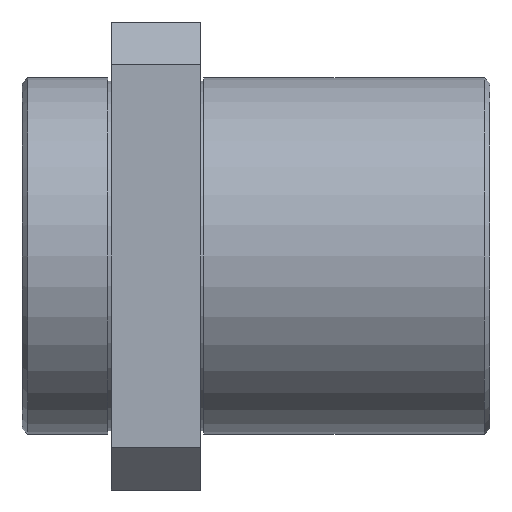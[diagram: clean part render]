
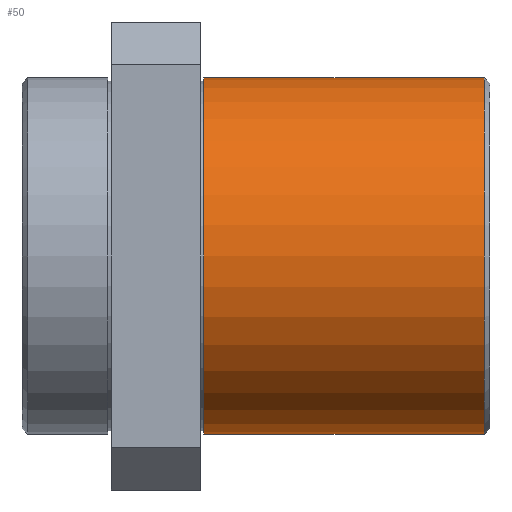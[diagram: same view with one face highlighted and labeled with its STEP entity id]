
A CAD part, front view. The second image highlights one B-rep face of the part: STEP entity #50.
In plain terms, the highlighted cylindrical face has radius 16 mm (diameter 32 mm), a partial arc.
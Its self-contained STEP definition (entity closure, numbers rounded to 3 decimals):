
#50 = ADVANCED_FACE ( 'NONE', ( #781 ), #778, .T. ) ;
#75 = VECTOR ( 'NONE', #1081, 1000. ) ;
#89 = VECTOR ( 'NONE', #1078, 1000. ) ;
#90 = LINE ( 'NONE', #1079, #89 ) ;
#152 = EDGE_CURVE ( 'NONE', #1578, #1540, #724, .T. ) ;
#153 = EDGE_CURVE ( 'NONE', #1560, #1494, #90, .T. ) ;
#222 = AXIS2_PLACEMENT_3D ( 'NONE', #704, #699, #697 ) ;
#280 = EDGE_CURVE ( 'NONE', #1494, #1540, #557, .T. ) ;
#283 = EDGE_CURVE ( 'NONE', #1560, #1578, #1075, .T. ) ;
#432 = EDGE_LOOP ( 'NONE', ( #972, #894, #978, #863 ) ) ;
#526 = AXIS2_PLACEMENT_3D ( 'NONE', #1336, #1343, #1344 ) ;
#529 = AXIS2_PLACEMENT_3D ( 'NONE', #1327, #1334, #1335 ) ;
#557 = CIRCLE ( 'NONE', #529, 16. ) ;
#697 = DIRECTION ( 'NONE',  ( 0., 0., -1. ) ) ;
#699 = DIRECTION ( 'NONE',  ( 1., 0., 0. ) ) ;
#704 = CARTESIAN_POINT ( 'NONE',  ( -8., 0., 0. ) ) ;
#724 = LINE ( 'NONE', #1082, #75 ) ;
#778 = CYLINDRICAL_SURFACE ( 'NONE', #222, 16. ) ;
#781 = FACE_OUTER_BOUND ( 'NONE', #432, .T. ) ;
#863 = ORIENTED_EDGE ( 'NONE', *, *, #280, .T. ) ;
#894 = ORIENTED_EDGE ( 'NONE', *, *, #283, .F. ) ;
#972 = ORIENTED_EDGE ( 'NONE', *, *, #152, .F. ) ;
#978 = ORIENTED_EDGE ( 'NONE', *, *, #153, .T. ) ;
#1075 = CIRCLE ( 'NONE', #526, 16. ) ;
#1078 = DIRECTION ( 'NONE',  ( 1., 0., 0. ) ) ;
#1079 = CARTESIAN_POINT ( 'NONE',  ( -8., 0., -16. ) ) ;
#1081 = DIRECTION ( 'NONE',  ( 1., 0., 0. ) ) ;
#1082 = CARTESIAN_POINT ( 'NONE',  ( -8., 0., 16. ) ) ;
#1327 = CARTESIAN_POINT ( 'NONE',  ( 33.5, 0., 0. ) ) ;
#1334 = DIRECTION ( 'NONE',  ( -1., 0., 0. ) ) ;
#1335 = DIRECTION ( 'NONE',  ( 0., 0., -1. ) ) ;
#1336 = CARTESIAN_POINT ( 'NONE',  ( 8.3, 0., 0. ) ) ;
#1343 = DIRECTION ( 'NONE',  ( -1., 0., 0. ) ) ;
#1344 = DIRECTION ( 'NONE',  ( 0., 0., 1. ) ) ;
#1379 = CARTESIAN_POINT ( 'NONE',  ( 33.5, 0., -16. ) ) ;
#1408 = CARTESIAN_POINT ( 'NONE',  ( 33.5, 0., 16. ) ) ;
#1420 = CARTESIAN_POINT ( 'NONE',  ( 8.3, 0., -16. ) ) ;
#1427 = CARTESIAN_POINT ( 'NONE',  ( 8.3, 0., 16. ) ) ;
#1494 = VERTEX_POINT ( 'NONE', #1379 ) ;
#1540 = VERTEX_POINT ( 'NONE', #1408 ) ;
#1560 = VERTEX_POINT ( 'NONE', #1420 ) ;
#1578 = VERTEX_POINT ( 'NONE', #1427 ) ;
